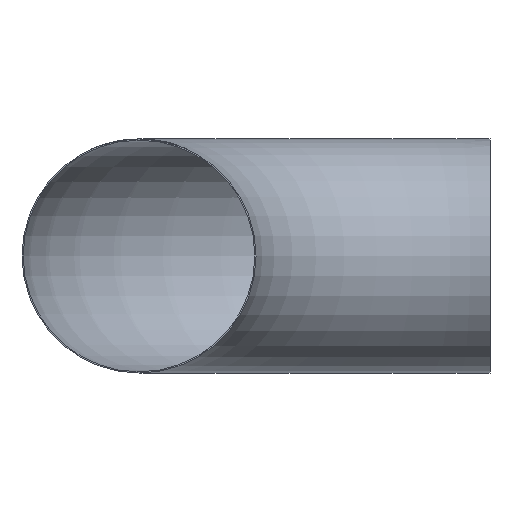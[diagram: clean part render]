
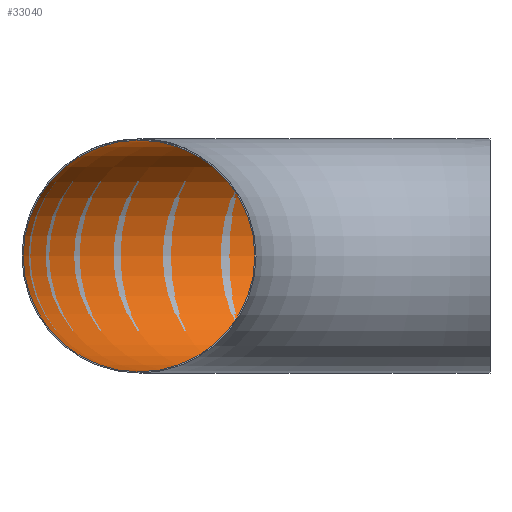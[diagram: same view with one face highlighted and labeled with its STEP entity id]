
A CAD part, front view. The second image highlights one B-rep face of the part: STEP entity #33040.
In plain terms, the highlighted toroidal (fillet/blend) face has major radius 1219 mm and minor radius 402.4 mm.
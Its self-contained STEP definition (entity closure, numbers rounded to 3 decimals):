
#498 = CARTESIAN_POINT ( 'NONE',  ( 0., 1621.4, 0. ) ) ;
#3209 = VERTEX_POINT ( 'NONE', #498 ) ;
#5018 = DIRECTION ( 'NONE',  ( 0., 0., -1. ) ) ;
#5751 = EDGE_CURVE ( 'NONE', #3209, #3209, #32153, .T. ) ;
#6506 = TOROIDAL_SURFACE ( 'NONE', #21105, 1219., 402.4 ) ;
#6946 = VERTEX_POINT ( 'NONE', #38749 ) ;
#7520 = CARTESIAN_POINT ( 'NONE',  ( 0., 0., 0. ) ) ;
#8949 = CARTESIAN_POINT ( 'NONE',  ( 0., 1219., 0. ) ) ;
#9994 = ORIENTED_EDGE ( 'NONE', *, *, #5751, .T. ) ;
#11168 = AXIS2_PLACEMENT_3D ( 'NONE', #19051, #15931, #26316 ) ;
#13956 = FACE_OUTER_BOUND ( 'NONE', #36065, .T. ) ;
#15138 = CIRCLE ( 'NONE', #11168, 402.4 ) ;
#15931 = DIRECTION ( 'NONE',  ( 0., 1., 0. ) ) ;
#18919 = DIRECTION ( 'NONE',  ( 1., 0., 0. ) ) ;
#19051 = CARTESIAN_POINT ( 'NONE',  ( -1219., 0., 0. ) ) ;
#21105 = AXIS2_PLACEMENT_3D ( 'NONE', #7520, #5018, #23545 ) ;
#22178 = AXIS2_PLACEMENT_3D ( 'NONE', #8949, #18919, #31212 ) ;
#23545 = DIRECTION ( 'NONE',  ( -1., 0., 0. ) ) ;
#26316 = DIRECTION ( 'NONE',  ( 0., 0., 1. ) ) ;
#26656 = FACE_OUTER_BOUND ( 'NONE', #38988, .T. ) ;
#26860 = ORIENTED_EDGE ( 'NONE', *, *, #33977, .F. ) ;
#31212 = DIRECTION ( 'NONE',  ( 0., 1., 0. ) ) ;
#32153 = CIRCLE ( 'NONE', #22178, 402.4 ) ;
#33040 = ADVANCED_FACE ( 'NONE', ( #13956, #26656 ), #6506, .F. ) ;
#33977 = EDGE_CURVE ( 'NONE', #6946, #6946, #15138, .T. ) ;
#36065 = EDGE_LOOP ( 'NONE', ( #9994 ) ) ;
#38749 = CARTESIAN_POINT ( 'NONE',  ( -1219., 0., 402.4 ) ) ;
#38988 = EDGE_LOOP ( 'NONE', ( #26860 ) ) ;
